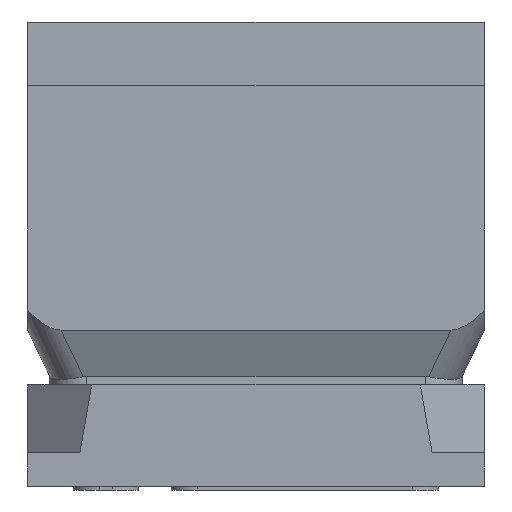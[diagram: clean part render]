
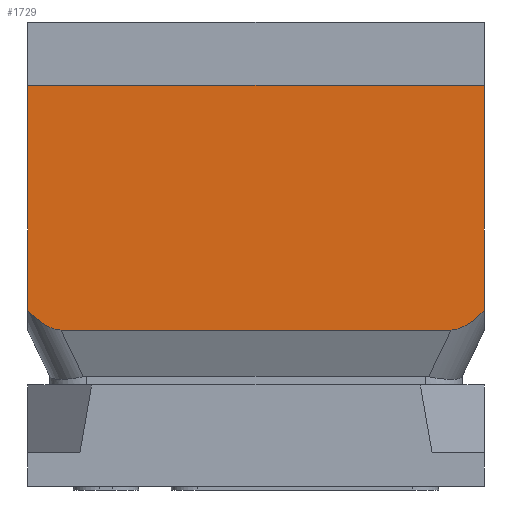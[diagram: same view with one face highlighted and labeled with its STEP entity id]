
A CAD part, front view. The second image highlights one B-rep face of the part: STEP entity #1729.
In plain terms, the highlighted planar face has unit normal (0, -1, 0).
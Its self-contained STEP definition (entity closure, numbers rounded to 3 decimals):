
#56=ELLIPSE('',#1837,0.715,0.283);
#57=ELLIPSE('',#1838,0.715,0.283);
#250=ORIENTED_EDGE('',*,*,#455,.F.);
#251=ORIENTED_EDGE('',*,*,#567,.T.);
#252=ORIENTED_EDGE('',*,*,#574,.T.);
#253=ORIENTED_EDGE('',*,*,#522,.F.);
#254=ORIENTED_EDGE('',*,*,#575,.T.);
#255=ORIENTED_EDGE('',*,*,#571,.F.);
#455=EDGE_CURVE('',#635,#636,#755,.T.);
#522=EDGE_CURVE('',#690,#691,#810,.T.);
#567=EDGE_CURVE('',#635,#725,#839,.T.);
#571=EDGE_CURVE('',#636,#727,#841,.T.);
#574=EDGE_CURVE('',#725,#691,#56,.F.);
#575=EDGE_CURVE('',#690,#727,#57,.F.);
#635=VERTEX_POINT('',#2282);
#636=VERTEX_POINT('',#2284);
#690=VERTEX_POINT('',#2415);
#691=VERTEX_POINT('',#2416);
#725=VERTEX_POINT('',#2503);
#727=VERTEX_POINT('',#2512);
#755=LINE('',#2283,#883);
#810=LINE('',#2414,#938);
#839=LINE('',#2504,#967);
#841=LINE('',#2511,#969);
#883=VECTOR('',#1909,1000.);
#938=VECTOR('',#2008,1000.);
#967=VECTOR('',#2087,1000.);
#969=VECTOR('',#2097,1000.);
#1038=EDGE_LOOP('',(#250,#251,#252,#253,#254,#255));
#1116=FACE_BOUND('',#1038,.T.);
#1188=PLANE('',#1836);
#1729=ADVANCED_FACE('',(#1116),#1188,.F.);
#1836=AXIS2_PLACEMENT_3D('',#2515,#2102,#2103);
#1837=AXIS2_PLACEMENT_3D('',#2516,#2104,#2105);
#1838=AXIS2_PLACEMENT_3D('',#2517,#2106,#2107);
#1909=DIRECTION('',(1.,0.,0.));
#2008=DIRECTION('',(-1.,0.,0.));
#2087=DIRECTION('',(0.,0.,-1.));
#2097=DIRECTION('',(0.,0.,-1.));
#2102=DIRECTION('',(0.,1.,0.));
#2103=DIRECTION('',(0.,0.,1.));
#2104=DIRECTION('',(0.,1.,0.));
#2105=DIRECTION('',(-0.431,0.,0.903));
#2106=DIRECTION('',(0.,1.,0.));
#2107=DIRECTION('',(0.431,0.,0.903));
#2282=CARTESIAN_POINT('',(-1.75,-1.7,1.294));
#2283=CARTESIAN_POINT('',(-1.75,-1.7,1.294));
#2284=CARTESIAN_POINT('',(1.75,-1.7,1.294));
#2414=CARTESIAN_POINT('',(2.003,-1.7,-0.582));
#2415=CARTESIAN_POINT('',(1.495,-1.7,-0.582));
#2416=CARTESIAN_POINT('',(-1.495,-1.7,-0.582));
#2503=CARTESIAN_POINT('',(-1.75,-1.7,-0.431));
#2504=CARTESIAN_POINT('',(-1.75,-1.7,1.78));
#2511=CARTESIAN_POINT('',(1.75,-1.7,1.78));
#2512=CARTESIAN_POINT('',(1.75,-1.7,-0.431));
#2515=CARTESIAN_POINT('',(-1.75,-1.7,1.78));
#2516=CARTESIAN_POINT('',(-1.75,-1.7,0.075));
#2517=CARTESIAN_POINT('',(1.75,-1.7,0.075));
